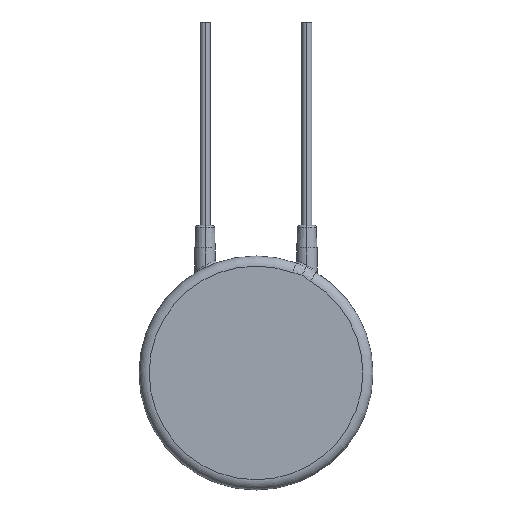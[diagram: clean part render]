
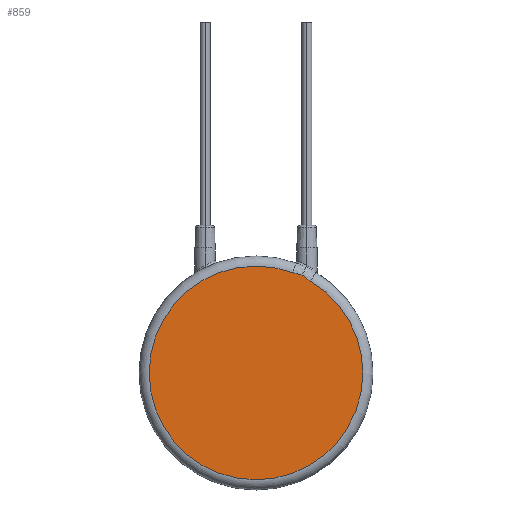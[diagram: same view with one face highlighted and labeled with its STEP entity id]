
A CAD part, top view. The second image highlights one B-rep face of the part: STEP entity #859.
In plain terms, the highlighted planar face has unit normal (0, 0, 1).
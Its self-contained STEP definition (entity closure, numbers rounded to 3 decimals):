
#53=CARTESIAN_POINT('',(0.,0.,4.4));
#54=DIRECTION('',(0.,0.,1.));
#55=DIRECTION('',(0.344,0.939,0.));
#56=AXIS2_PLACEMENT_3D('',#53,#54,#55);
#177=CARTESIAN_POINT('',(4.534,9.592,4.4));
#178=CARTESIAN_POINT('',(4.496,9.609,4.4));
#179=CARTESIAN_POINT('',(4.418,9.642,4.4));
#180=CARTESIAN_POINT('',(4.297,9.681,4.4));
#181=CARTESIAN_POINT('',(4.16,9.716,4.4));
#182=CARTESIAN_POINT('',(3.985,9.754,4.4));
#183=CARTESIAN_POINT('',(3.795,9.799,4.4));
#184=CARTESIAN_POINT('',(3.673,9.837,4.4));
#185=CARTESIAN_POINT('',(3.612,9.859,4.4));
#187=CARTESIAN_POINT('',(5.362,9.028,4.4));
#188=CARTESIAN_POINT('',(5.329,9.047,4.4));
#189=CARTESIAN_POINT('',(5.265,9.088,4.4));
#190=CARTESIAN_POINT('',(5.177,9.149,4.4));
#191=CARTESIAN_POINT('',(5.096,9.209,4.4));
#192=CARTESIAN_POINT('',(5.018,9.268,4.4));
#193=CARTESIAN_POINT('',(4.94,9.329,4.4));
#194=CARTESIAN_POINT('',(4.854,9.394,4.4));
#195=CARTESIAN_POINT('',(4.758,9.463,4.4));
#196=CARTESIAN_POINT('',(4.653,9.531,4.4));
#197=CARTESIAN_POINT('',(4.575,9.572,4.4));
#198=CARTESIAN_POINT('',(4.534,9.592,4.4));
#581=CARTESIAN_POINT('',(5.362,9.028,4.4));
#582=VERTEX_POINT('',#581);
#585=VERTEX_POINT('',#198);
#594=CARTESIAN_POINT('',(3.612,9.859,4.4));
#595=VERTEX_POINT('',#594);
#848=CARTESIAN_POINT('',(0.,0.,4.4));
#849=DIRECTION('',(0.,0.,1.));
#850=DIRECTION('',(1.,0.,0.));
#851=AXIS2_PLACEMENT_3D('',#848,#849,#850);
#852=PLANE('',#851);
#853=ORIENTED_EDGE('',*,*,#654,.F.);
#855=ORIENTED_EDGE('',*,*,#854,.F.);
#856=ORIENTED_EDGE('',*,*,#840,.F.);
#857=EDGE_LOOP('',(#853,#855,#856));
#858=FACE_OUTER_BOUND('',#857,.F.);
#57=CIRCLE('',#56,10.5);
#186=B_SPLINE_CURVE_WITH_KNOTS('',3,(#177,#178,#179,#180,#181,#182,#183,#184,
#185),.UNSPECIFIED.,.F.,.F.,(4,1,1,1,1,1,4),(0.,0.167,
0.333,0.5,0.667,0.833,1.),
.UNSPECIFIED.);
#199=B_SPLINE_CURVE_WITH_KNOTS('',3,(#187,#188,#189,#190,#191,#192,#193,#194,
#195,#196,#197,#198),.UNSPECIFIED.,.F.,.F.,(4,1,1,1,1,1,1,1,1,4),(0.,
0.111,0.222,0.333,0.444,
0.556,0.667,0.778,0.889,1.),
.UNSPECIFIED.);
#654=EDGE_CURVE('',#595,#582,#57,.T.);
#840=EDGE_CURVE('',#582,#585,#199,.T.);
#854=EDGE_CURVE('',#585,#595,#186,.T.);
#859=ADVANCED_FACE('',(#858),#852,.T.);
